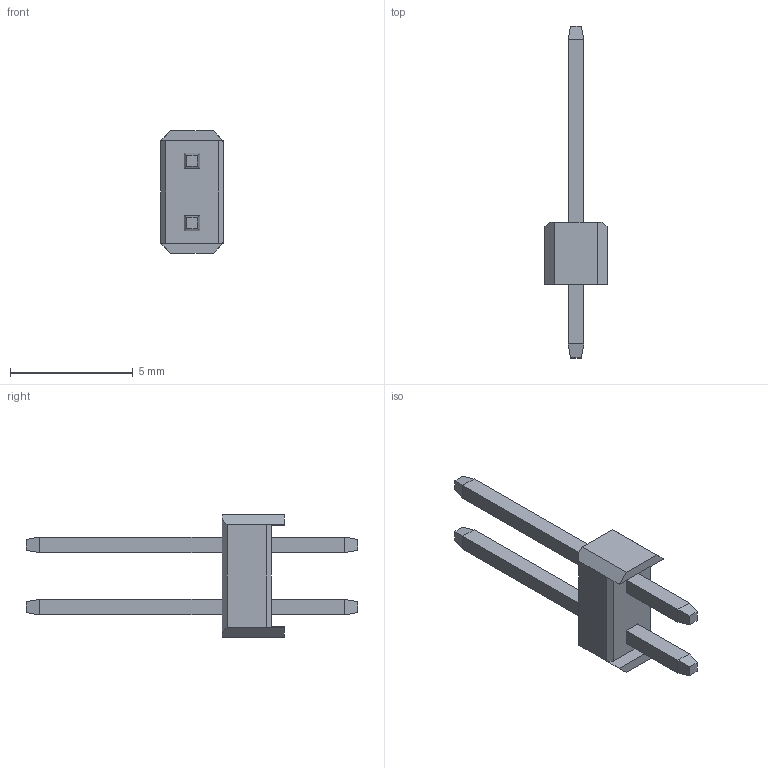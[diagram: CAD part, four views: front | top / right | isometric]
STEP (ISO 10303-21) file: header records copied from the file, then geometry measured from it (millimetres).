
FILE_DESCRIPTION (( 'STEP AP214' ), '1' );
FILE_NAME ('2x1 Male Pin Header.STEP', '2018-11-16T17:53:40', ( 'M.B.I.' ), ( '' ), 'SwSTEP 2.0', '', '' );
FILE_SCHEMA (( 'AUTOMOTIVE_DESIGN' ));
Length unit declared in the file: millimetre
Products named in the file (1): 2x1 Male Pin Header
Bounding box: 2.54 x 13.54 x 5 mm (x, y, z)
Volume: 34.5 mm3; surface area: 134.9 mm2
Topology: 3 solids, 3 shells, 64 faces, 152 edges, 94 vertices
Faces by surface type: plane 64
Entity records: 1840 total; most frequent: CARTESIAN_POINT 311, ORIENTED_EDGE 304, DIRECTION 282, LINE 152, EDGE_CURVE 152, VECTOR 152, VERTEX_POINT 94, EDGE_LOOP 68
